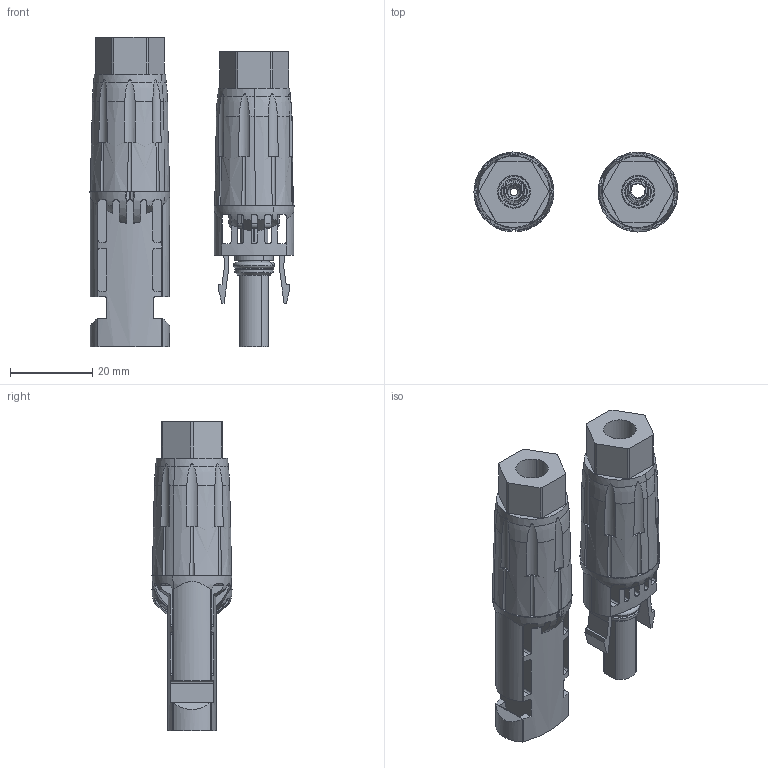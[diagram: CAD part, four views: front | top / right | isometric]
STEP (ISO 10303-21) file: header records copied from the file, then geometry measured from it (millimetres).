
FILE_DESCRIPTION(('CATIA V5 STEP Exchange','CAx-IF Rec.Pracs.--- Model Styling and Organization---1.4--- 2014-01-23'),'2;1');
FILE_NAME ('140512-2_0_1344960000_1344960000.stp','2020-11-19T10:33:57+00:00',('none'),('Weidmueller'),'CATIA Version 5-6 Release 2016 SP3 HF44','CATIA V5 STEP AP214','none');
FILE_SCHEMA(('AUTOMOTIVE_DESIGN { 1 0 10303 214 1 1 1 1 }'));
Length unit declared in the file: millimetre
Products named in the file (1): 1344960000
Bounding box: 49.75 x 19.5 x 75.35 mm (x, y, z)
Volume: 21565.6 mm3; surface area: 25689.1 mm2
Topology: 13 solids, 13 shells, 1245 faces, 3222 edges, 1979 vertices
Faces by surface type: plane 396, cylinder 332, torus 161, cone 149, bspline 100, revolution 40, sphere 35, extrusion 32
Entity records: 41798 total; most frequent: CARTESIAN_POINT 15321, ORIENTED_EDGE 6412, DIRECTION 3736, EDGE_CURVE 3206, VERTEX_POINT 1979, AXIS2_PLACEMENT_3D 1789, EDGE_LOOP 1317, ADVANCED_FACE 1245
